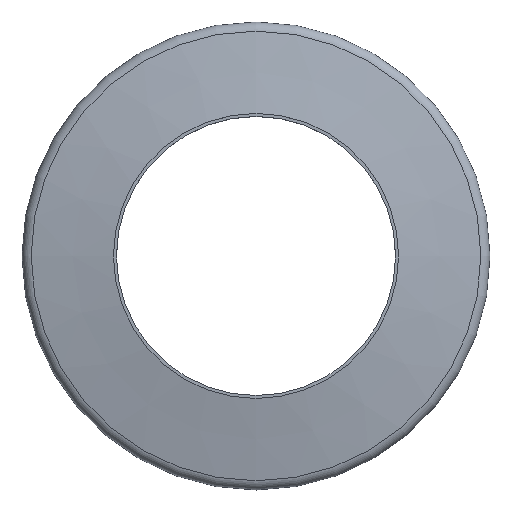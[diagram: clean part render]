
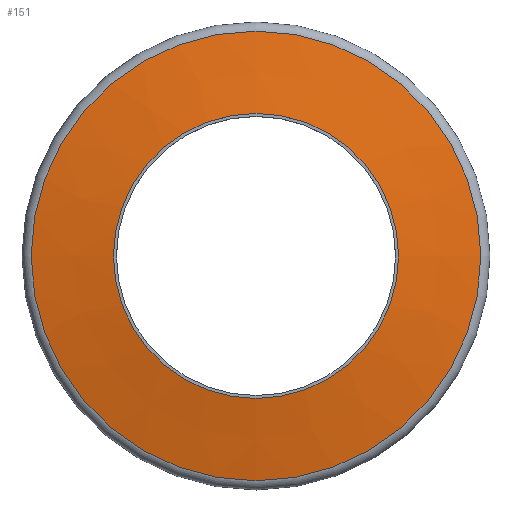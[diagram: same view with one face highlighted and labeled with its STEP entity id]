
A CAD part, top view. The second image highlights one B-rep face of the part: STEP entity #151.
In plain terms, the highlighted conical face has half-angle 79.919 degrees and reference radius 54.5 mm.
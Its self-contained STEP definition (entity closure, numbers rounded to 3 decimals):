
#15=CONICAL_SURFACE('',#184,54.5,1.395);
#29=FACE_OUTER_BOUND('',#40,.T.);
#40=EDGE_LOOP('',(#122,#123,#124,#125));
#49=LINE('',#279,#54);
#54=VECTOR('',#230,54.5);
#58=CIRCLE('',#174,33.2);
#60=CIRCLE('',#178,52.355);
#73=VERTEX_POINT('',#260);
#75=VERTEX_POINT('',#267);
#86=EDGE_CURVE('',#73,#73,#58,.T.);
#89=EDGE_CURVE('',#75,#75,#60,.T.);
#95=EDGE_CURVE('',#73,#75,#49,.T.);
#122=ORIENTED_EDGE('',*,*,#86,.T.);
#123=ORIENTED_EDGE('',*,*,#95,.T.);
#124=ORIENTED_EDGE('',*,*,#89,.F.);
#125=ORIENTED_EDGE('',*,*,#95,.F.);
#151=ADVANCED_FACE('',(#29),#15,.T.);
#174=AXIS2_PLACEMENT_3D('',#261,#206,#207);
#178=AXIS2_PLACEMENT_3D('',#268,#215,#216);
#184=AXIS2_PLACEMENT_3D('',#278,#228,#229);
#206=DIRECTION('center_axis',(0.,0.,-1.));
#207=DIRECTION('ref_axis',(1.,0.,0.));
#215=DIRECTION('center_axis',(0.,0.,-1.));
#216=DIRECTION('ref_axis',(-1.,0.,0.));
#228=DIRECTION('center_axis',(0.,0.,-1.));
#229=DIRECTION('ref_axis',(1.,0.,0.));
#230=DIRECTION('',(-0.985,0.,-0.175));
#260=CARTESIAN_POINT('',(-33.2,0.,8.787));
#261=CARTESIAN_POINT('Origin',(0.,0.,8.787));
#267=CARTESIAN_POINT('',(-52.355,0.,5.381));
#268=CARTESIAN_POINT('Origin',(0.,0.,5.381));
#278=CARTESIAN_POINT('Origin',(0.,0.,5.));
#279=CARTESIAN_POINT('',(-54.5,0.,5.));
